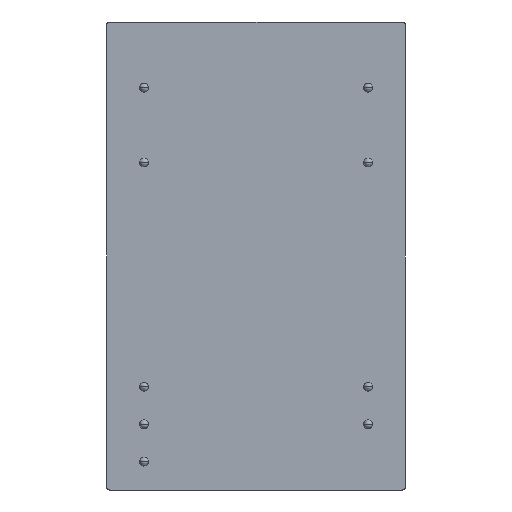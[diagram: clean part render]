
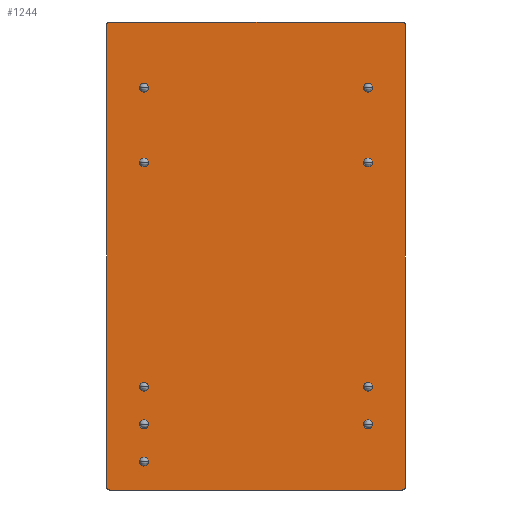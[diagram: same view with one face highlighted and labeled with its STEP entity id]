
A CAD part, front view. The second image highlights one B-rep face of the part: STEP entity #1244.
In plain terms, the highlighted planar face has unit normal (0, -1, 0).
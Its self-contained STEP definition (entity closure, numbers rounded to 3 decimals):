
#17 = ORIENTED_EDGE ( 'NONE', *, *, #1630, .F. ) ;
#36 = VERTEX_POINT ( 'NONE', #132 ) ;
#78 = CARTESIAN_POINT ( 'NONE',  ( 9.7, 0., 15.9 ) ) ;
#116 = LINE ( 'NONE', #1117, #1556 ) ;
#132 = CARTESIAN_POINT ( 'NONE',  ( 9.9, 0., 15.7 ) ) ;
#137 =( BOUNDED_CURVE ( )  B_SPLINE_CURVE ( 3, ( #1316, #1175, #187, #1309 ),
 .UNSPECIFIED., .F., .F. ) 
 B_SPLINE_CURVE_WITH_KNOTS ( ( 4, 4 ),
 ( 5.498, 7.068 ),
 .UNSPECIFIED. ) 
 CURVE ( )  GEOMETRIC_REPRESENTATION_ITEM ( )  RATIONAL_B_SPLINE_CURVE ( ( 1., 0.805, 0.805, 1. ) ) 
 REPRESENTATION_ITEM ( '' )  );
#157 = FACE_OUTER_BOUND ( 'NONE', #1381, .T. ) ;
#184 = VECTOR ( 'NONE', #380, 1000. ) ;
#187 = CARTESIAN_POINT ( 'NONE',  ( 9.817, 0., -15.9 ) ) ;
#258 = ORIENTED_EDGE ( 'NONE', *, *, #1430, .F. ) ;
#294 = CARTESIAN_POINT ( 'NONE',  ( -10.2, 0., 15.9 ) ) ;
#330 = CARTESIAN_POINT ( 'NONE',  ( -10.317, 0., 15.9 ) ) ;
#331 = DIRECTION ( 'NONE',  ( 0., 0., -1. ) ) ;
#333 = VERTEX_POINT ( 'NONE', #748 ) ;
#351 = VERTEX_POINT ( 'NONE', #294 ) ;
#352 = DIRECTION ( 'NONE',  ( 0., -1., 0. ) ) ;
#361 =( BOUNDED_CURVE ( )  B_SPLINE_CURVE ( 3, ( #832, #544, #542, #1557 ),
 .UNSPECIFIED., .F., .T. ) 
 B_SPLINE_CURVE_WITH_KNOTS ( ( 4, 4 ),
 ( 5.498, 7.068 ),
 .UNSPECIFIED. ) 
 CURVE ( )  GEOMETRIC_REPRESENTATION_ITEM ( )  RATIONAL_B_SPLINE_CURVE ( ( 1., 0.805, 0.805, 1. ) ) 
 REPRESENTATION_ITEM ( '' )  );
#380 = DIRECTION ( 'NONE',  ( 0., 0., 1. ) ) ;
#486 = CARTESIAN_POINT ( 'NONE',  ( 9.9, 0., -15.7 ) ) ;
#493 = VERTEX_POINT ( 'NONE', #781 ) ;
#510 = EDGE_CURVE ( 'NONE', #843, #36, #558, .T. ) ;
#542 = CARTESIAN_POINT ( 'NONE',  ( -10.4, 0., -15.817 ) ) ;
#544 = CARTESIAN_POINT ( 'NONE',  ( -10.317, 0., -15.9 ) ) ;
#551 = CARTESIAN_POINT ( 'NONE',  ( 9.9, 0., 15.817 ) ) ;
#558 =( BOUNDED_CURVE ( )  B_SPLINE_CURVE ( 3, ( #1677, #958, #551, #1553 ),
 .UNSPECIFIED., .F., .F. ) 
 B_SPLINE_CURVE_WITH_KNOTS ( ( 4, 4 ),
 ( 5.498, 7.068 ),
 .UNSPECIFIED. ) 
 CURVE ( )  GEOMETRIC_REPRESENTATION_ITEM ( )  RATIONAL_B_SPLINE_CURVE ( ( 1., 0.805, 0.805, 1. ) ) 
 REPRESENTATION_ITEM ( '' )  );
#575 = ORIENTED_EDGE ( 'NONE', *, *, #1803, .F. ) ;
#587 = LINE ( 'NONE', #1564, #1396 ) ;
#618 = ORIENTED_EDGE ( 'NONE', *, *, #637, .F. ) ;
#637 = EDGE_CURVE ( 'NONE', #1640, #351, #833, .T. ) ;
#664 = EDGE_CURVE ( 'NONE', #754, #493, #137, .T. ) ;
#748 = CARTESIAN_POINT ( 'NONE',  ( -10.4, 0., -15.7 ) ) ;
#754 = VERTEX_POINT ( 'NONE', #792 ) ;
#781 = CARTESIAN_POINT ( 'NONE',  ( 9.7, 0., -15.9 ) ) ;
#792 = CARTESIAN_POINT ( 'NONE',  ( 9.9, 0., -15.7 ) ) ;
#797 = ORIENTED_EDGE ( 'NONE', *, *, #936, .F. ) ;
#832 = CARTESIAN_POINT ( 'NONE',  ( -10.2, 0., -15.9 ) ) ;
#833 =( BOUNDED_CURVE ( )  B_SPLINE_CURVE ( 3, ( #885, #902, #330, #1460 ),
 .UNSPECIFIED., .F., .F. ) 
 B_SPLINE_CURVE_WITH_KNOTS ( ( 4, 4 ),
 ( 5.498, 7.068 ),
 .UNSPECIFIED. ) 
 CURVE ( )  GEOMETRIC_REPRESENTATION_ITEM ( )  RATIONAL_B_SPLINE_CURVE ( ( 1., 0.805, 0.805, 1. ) ) 
 REPRESENTATION_ITEM ( '' )  );
#842 = DIRECTION ( 'NONE',  ( 0., 0., -1. ) ) ;
#843 = VERTEX_POINT ( 'NONE', #78 ) ;
#885 = CARTESIAN_POINT ( 'NONE',  ( -10.4, 0., 15.7 ) ) ;
#900 = CARTESIAN_POINT ( 'NONE',  ( -0.25, 0., -15.9 ) ) ;
#902 = CARTESIAN_POINT ( 'NONE',  ( -10.4, 0., 15.817 ) ) ;
#936 = EDGE_CURVE ( 'NONE', #333, #1640, #947, .T. ) ;
#946 = CARTESIAN_POINT ( 'NONE',  ( -10.4, 0., 0. ) ) ;
#947 = LINE ( 'NONE', #946, #184 ) ;
#958 = CARTESIAN_POINT ( 'NONE',  ( 9.817, 0., 15.9 ) ) ;
#1117 = CARTESIAN_POINT ( 'NONE',  ( -0.25, 0., 15.9 ) ) ;
#1118 = LINE ( 'NONE', #900, #1743 ) ;
#1175 = CARTESIAN_POINT ( 'NONE',  ( 9.9, 0., -15.817 ) ) ;
#1244 = ADVANCED_FACE ( 'NONE', ( #157 ), #1790, .T. ) ;
#1309 = CARTESIAN_POINT ( 'NONE',  ( 9.7, 0., -15.9 ) ) ;
#1311 = ORIENTED_EDGE ( 'NONE', *, *, #510, .F. ) ;
#1316 = CARTESIAN_POINT ( 'NONE',  ( 9.9, 0., -15.7 ) ) ;
#1363 = EDGE_CURVE ( 'NONE', #1409, #333, #361, .T. ) ;
#1381 = EDGE_LOOP ( 'NONE', ( #1547, #258, #1311, #575, #618, #797, #1730, #17 ) ) ;
#1396 = VECTOR ( 'NONE', #842, 1000. ) ;
#1409 = VERTEX_POINT ( 'NONE', #1712 ) ;
#1430 = EDGE_CURVE ( 'NONE', #36, #754, #587, .T. ) ;
#1460 = CARTESIAN_POINT ( 'NONE',  ( -10.2, 0., 15.9 ) ) ;
#1466 = DIRECTION ( 'NONE',  ( -1., 0., 0. ) ) ;
#1547 = ORIENTED_EDGE ( 'NONE', *, *, #664, .F. ) ;
#1553 = CARTESIAN_POINT ( 'NONE',  ( 9.9, 0., 15.7 ) ) ;
#1556 = VECTOR ( 'NONE', #1866, 1000. ) ;
#1557 = CARTESIAN_POINT ( 'NONE',  ( -10.4, 0., -15.7 ) ) ;
#1564 = CARTESIAN_POINT ( 'NONE',  ( 9.9, 0., 0. ) ) ;
#1598 = AXIS2_PLACEMENT_3D ( 'NONE', #486, #352, #331 ) ;
#1630 = EDGE_CURVE ( 'NONE', #493, #1409, #1118, .T. ) ;
#1640 = VERTEX_POINT ( 'NONE', #1661 ) ;
#1661 = CARTESIAN_POINT ( 'NONE',  ( -10.4, 0., 15.7 ) ) ;
#1677 = CARTESIAN_POINT ( 'NONE',  ( 9.7, 0., 15.9 ) ) ;
#1712 = CARTESIAN_POINT ( 'NONE',  ( -10.2, 0., -15.9 ) ) ;
#1730 = ORIENTED_EDGE ( 'NONE', *, *, #1363, .F. ) ;
#1743 = VECTOR ( 'NONE', #1466, 1000. ) ;
#1790 = PLANE ( 'NONE',  #1598 ) ;
#1803 = EDGE_CURVE ( 'NONE', #351, #843, #116, .T. ) ;
#1866 = DIRECTION ( 'NONE',  ( 1., 0., 0. ) ) ;
